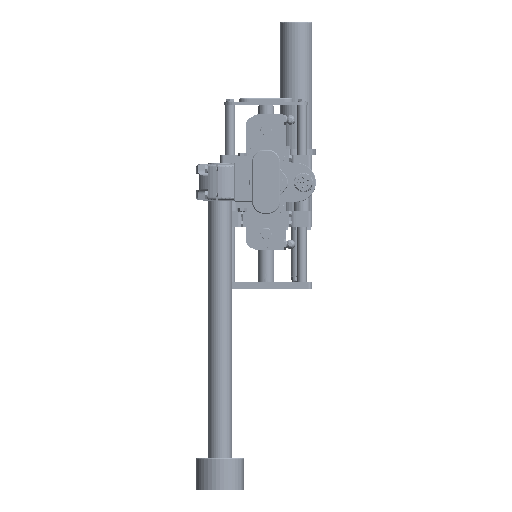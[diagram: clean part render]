
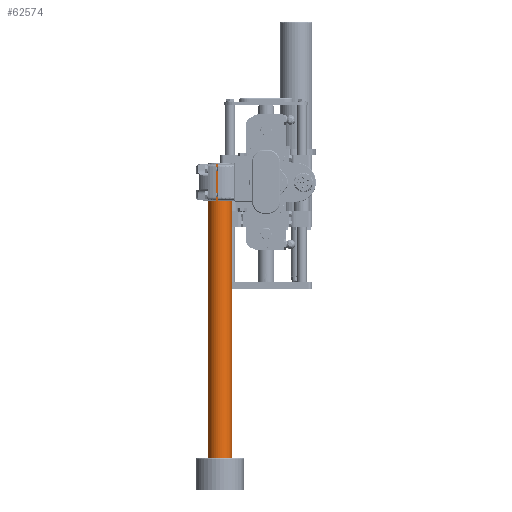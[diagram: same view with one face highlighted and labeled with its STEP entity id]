
A CAD part, top view. The second image highlights one B-rep face of the part: STEP entity #62574.
In plain terms, the highlighted cylindrical face has radius 15 mm (diameter 30 mm), a full revolution.
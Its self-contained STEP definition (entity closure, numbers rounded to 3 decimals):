
#4375 = CARTESIAN_POINT ( 'NONE',  ( -96.259, 0., 0. ) ) ;
#8002 = VERTEX_POINT ( 'NONE', #113832 ) ;
#14873 = AXIS2_PLACEMENT_3D ( 'NONE', #4375, #21367, #47151 ) ;
#17360 = CARTESIAN_POINT ( 'NONE',  ( -1., 0., 0. ) ) ;
#21367 = DIRECTION ( 'NONE',  ( -1., 0., 0. ) ) ;
#23557 = CIRCLE ( 'NONE', #29179, 15. ) ;
#28063 = EDGE_CURVE ( 'NONE', #8002, #8002, #51590, .T. ) ;
#29179 = AXIS2_PLACEMENT_3D ( 'NONE', #49004, #41999, #97886 ) ;
#31470 = EDGE_LOOP ( 'NONE', ( #78256 ) ) ;
#36096 = DIRECTION ( 'NONE',  ( 0., 0., 1. ) ) ;
#40157 = ORIENTED_EDGE ( 'NONE', *, *, #28063, .T. ) ;
#41999 = DIRECTION ( 'NONE',  ( -1., 0., 0. ) ) ;
#47151 = DIRECTION ( 'NONE',  ( 0., 0., 1. ) ) ;
#48874 = FACE_OUTER_BOUND ( 'NONE', #31470, .T. ) ;
#49004 = CARTESIAN_POINT ( 'NONE',  ( -400., 0., 0. ) ) ;
#51590 = CIRCLE ( 'NONE', #75937, 15. ) ;
#62574 = ADVANCED_FACE ( 'NONE', ( #74638, #48874 ), #65269, .T. ) ;
#65269 = CYLINDRICAL_SURFACE ( 'NONE', #14873, 15. ) ;
#68463 = DIRECTION ( 'NONE',  ( -1., 0., 0. ) ) ;
#74638 = FACE_OUTER_BOUND ( 'NONE', #108341, .T. ) ;
#75937 = AXIS2_PLACEMENT_3D ( 'NONE', #17360, #68463, #36096 ) ;
#78256 = ORIENTED_EDGE ( 'NONE', *, *, #81735, .F. ) ;
#81735 = EDGE_CURVE ( 'NONE', #87170, #87170, #23557, .T. ) ;
#87170 = VERTEX_POINT ( 'NONE', #94770 ) ;
#94770 = CARTESIAN_POINT ( 'NONE',  ( -400., 0., 15. ) ) ;
#97886 = DIRECTION ( 'NONE',  ( 0., 0., 1. ) ) ;
#108341 = EDGE_LOOP ( 'NONE', ( #40157 ) ) ;
#113832 = CARTESIAN_POINT ( 'NONE',  ( -1., 0., 15. ) ) ;
